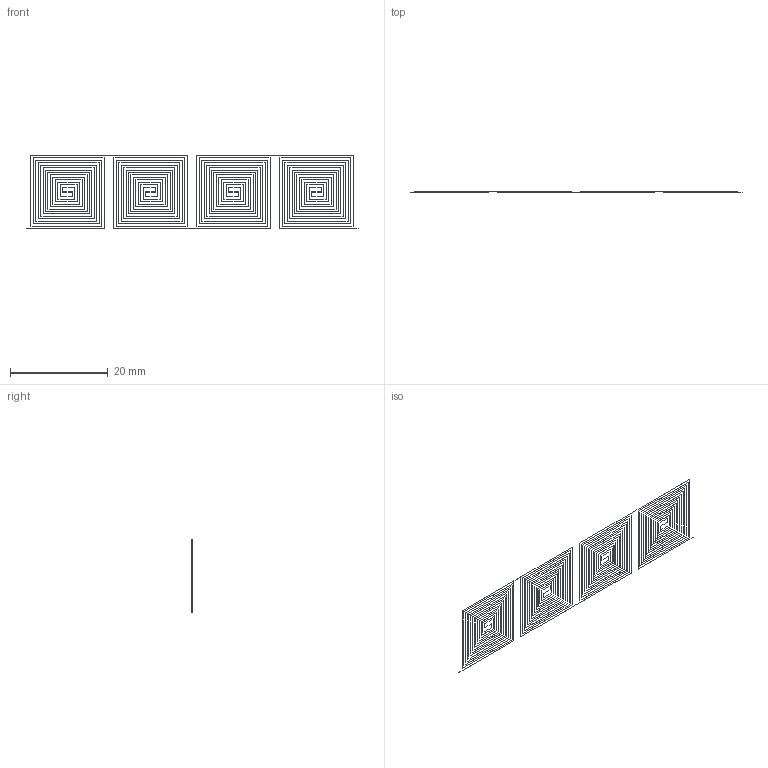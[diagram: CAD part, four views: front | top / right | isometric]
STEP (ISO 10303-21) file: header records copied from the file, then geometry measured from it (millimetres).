
FILE_DESCRIPTION (( 'STEP AP203' ), '1' );
FILE_NAME ('DoubleSpiral.STEP', '2020-06-19T10:26:38', ( '' ), ( '' ), 'SwSTEP 2.0', 'SolidWorks 2018', '' );
FILE_SCHEMA (( 'CONFIG_CONTROL_DESIGN' ));
Length unit declared in the file: micrometre
Products named in the file (1): DoubleSpiral
Bounding box: 68 x 0 x 15.01 mm (x, y, z)
Volume: 0 mm3; surface area: 39.8 mm2
Topology: 1 solids, 1 shells, 1350 faces, 2700 edges, 1352 vertices
Faces by surface type: plane 1350
Entity records: 32489 total; most frequent: CARTESIAN_POINT 5403, DIRECTION 5402, ORIENTED_EDGE 5400, VECTOR 2700, LINE 2700, EDGE_CURVE 2700, VERTEX_POINT 1352, AXIS2_PLACEMENT_3D 1351
